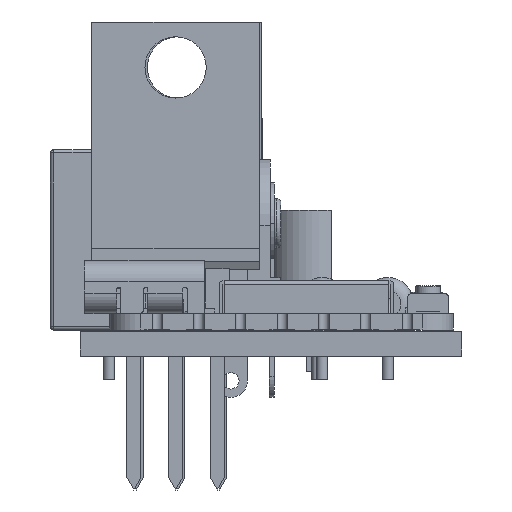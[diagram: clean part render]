
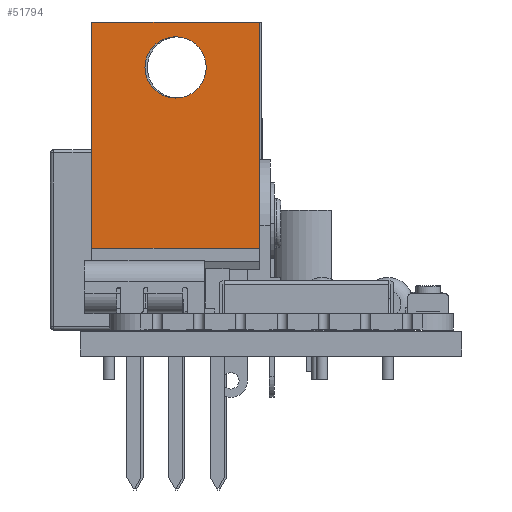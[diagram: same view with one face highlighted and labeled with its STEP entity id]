
A CAD part, left-side view. The second image highlights one B-rep face of the part: STEP entity #51794.
In plain terms, the highlighted face is planar.
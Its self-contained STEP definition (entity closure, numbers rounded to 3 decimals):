
#51239 = VERTEX_POINT('',#51240);
#51240 = CARTESIAN_POINT('',(-2.575,3.16,18.775));
#51246 = EDGE_CURVE('',#51247,#51239,#51249,.T.);
#51247 = VERTEX_POINT('',#51248);
#51248 = CARTESIAN_POINT('',(-2.575,3.16,5.));
#51249 = LINE('',#51250,#51251);
#51250 = CARTESIAN_POINT('',(-2.575,3.16,5.));
#51251 = VECTOR('',#51252,1.);
#51252 = DIRECTION('',(0.,0.,1.));
#51305 = VERTEX_POINT('',#51306);
#51306 = CARTESIAN_POINT('',(7.655,3.16,5.));
#51312 = EDGE_CURVE('',#51305,#51313,#51315,.T.);
#51313 = VERTEX_POINT('',#51314);
#51314 = CARTESIAN_POINT('',(7.655,3.16,18.775));
#51315 = LINE('',#51316,#51317);
#51316 = CARTESIAN_POINT('',(7.655,3.16,5.));
#51317 = VECTOR('',#51318,1.);
#51318 = DIRECTION('',(0.,0.,1.));
#51337 = EDGE_CURVE('',#51247,#51305,#51338,.T.);
#51338 = LINE('',#51339,#51340);
#51339 = CARTESIAN_POINT('',(-2.575,3.16,5.));
#51340 = VECTOR('',#51341,1.);
#51341 = DIRECTION('',(1.,0.,0.));
#51794 = ADVANCED_FACE('',(#51795,#51806),#51817,.T.);
#51795 = FACE_BOUND('',#51796,.T.);
#51796 = EDGE_LOOP('',(#51797,#51798,#51804,#51805));
#51797 = ORIENTED_EDGE('',*,*,#51246,.T.);
#51798 = ORIENTED_EDGE('',*,*,#51799,.T.);
#51799 = EDGE_CURVE('',#51239,#51313,#51800,.T.);
#51800 = LINE('',#51801,#51802);
#51801 = CARTESIAN_POINT('',(-2.575,3.16,18.775));
#51802 = VECTOR('',#51803,1.);
#51803 = DIRECTION('',(1.,0.,0.));
#51804 = ORIENTED_EDGE('',*,*,#51312,.F.);
#51805 = ORIENTED_EDGE('',*,*,#51337,.F.);
#51806 = FACE_BOUND('',#51807,.T.);
#51807 = EDGE_LOOP('',(#51808));
#51808 = ORIENTED_EDGE('',*,*,#51809,.T.);
#51809 = EDGE_CURVE('',#51810,#51810,#51812,.T.);
#51810 = VERTEX_POINT('',#51811);
#51811 = CARTESIAN_POINT('',(4.408,3.16,16.005));
#51812 = CIRCLE('',#51813,1.868);
#51813 = AXIS2_PLACEMENT_3D('',#51814,#51815,#51816);
#51814 = CARTESIAN_POINT('',(2.54,3.16,16.005));
#51815 = DIRECTION('',(0.,-1.,0.));
#51816 = DIRECTION('',(1.,0.,0.));
#51817 = PLANE('',#51818);
#51818 = AXIS2_PLACEMENT_3D('',#51819,#51820,#51821);
#51819 = CARTESIAN_POINT('',(-2.575,3.16,5.));
#51820 = DIRECTION('',(0.,1.,0.));
#51821 = DIRECTION('',(1.,0.,0.));
